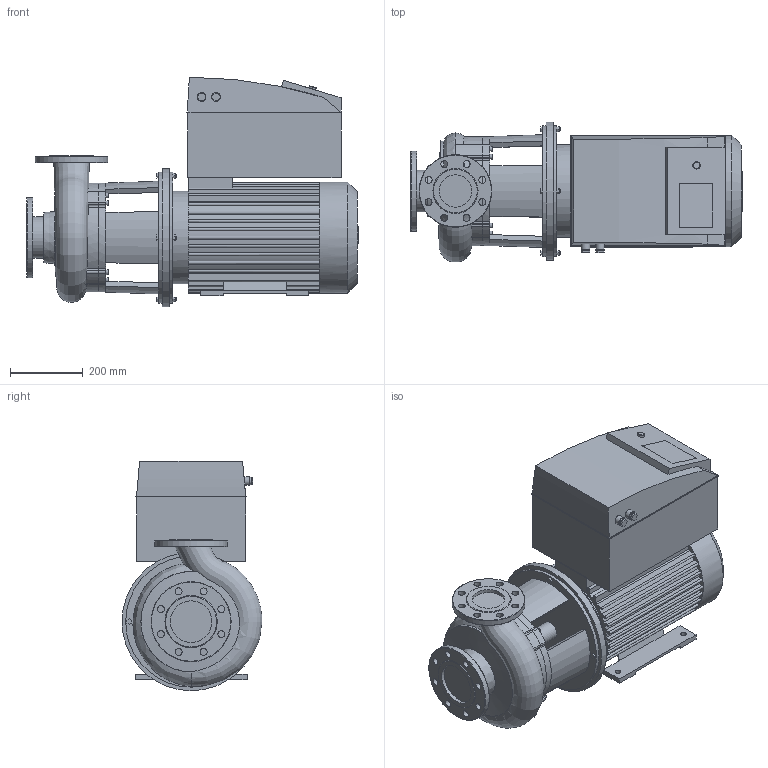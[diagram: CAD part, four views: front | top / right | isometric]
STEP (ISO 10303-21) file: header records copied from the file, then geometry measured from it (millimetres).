
FILE_DESCRIPTION(/* description */ (''),/* implementation_level */ '2;1');
FILE_NAME(/* name */ '3d_BL-E80_150-15_2-R1-2189992.stp',/* time_stamp */ '2017-11-06T15:13:56+01:00',/* author */ ('Andrzej'),/* organization */ (''),/* preprocessor_version */ 'ST-DEVELOPER v16.13',/* originating_system */ 'AutoCAD Mechanical',/* authorisation */ '');
FILE_SCHEMA (('AUTOMOTIVE_DESIGN { 1 0 10303 214 3 1 1 }'));
Length unit declared in the file: millimetre
Products named in the file (1): Product
Bounding box: 913 x 384.89 x 631 mm (x, y, z)
Volume: 85588882.7 mm3; surface area: 2938774.9 mm2
Topology: 13 solids, 13 shells, 590 faces, 1513 edges, 982 vertices
Faces by surface type: plane 366, cylinder 171, bspline 39, torus 8, cone 6
Full cylindrical faces by diameter (mm): 8 x4, 9 x4, 13 x4, 15 x4, 19 x16, 20 x3, 24 x2, 50 x1, 88.9 x1, 114.3 x2, 200 x1, 220 x1, 255 x1, 305 x1, 360 x2, 380 x1
Entity records: 22384 total; most frequent: CARTESIAN_POINT 8068, DIRECTION 2909, ORIENTED_EDGE 2890, EDGE_CURVE 1445, AXIS2_PLACEMENT_3D 1003, VERTEX_POINT 976, LINE 903, VECTOR 903
